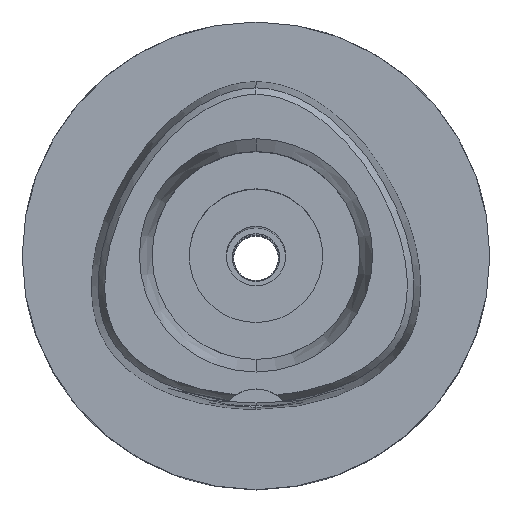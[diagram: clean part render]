
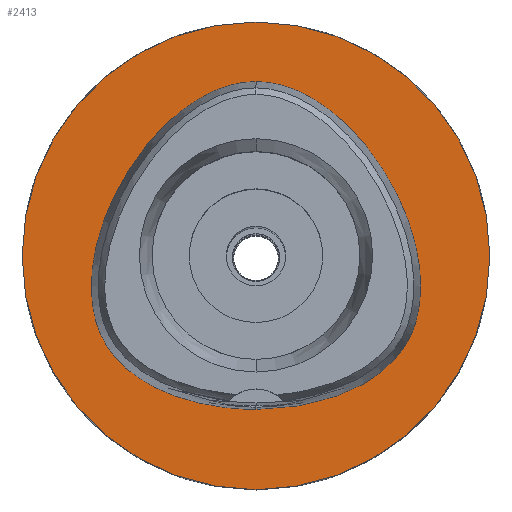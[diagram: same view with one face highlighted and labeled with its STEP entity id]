
A CAD part, top view. The second image highlights one B-rep face of the part: STEP entity #2413.
In plain terms, the highlighted planar face has unit normal (0, 0, 1).
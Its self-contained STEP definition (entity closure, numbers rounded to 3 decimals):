
#298=CARTESIAN_POINT('',(0.,0.,0.));
#299=DIRECTION('',(0.,0.,-1.));
#300=DIRECTION('',(0.,-1.,0.));
#301=AXIS2_PLACEMENT_3D('',#298,#299,#300);
#306=CARTESIAN_POINT('',(0.,0.,0.));
#307=DIRECTION('',(0.,0.,-1.));
#308=DIRECTION('',(0.,1.,0.));
#309=AXIS2_PLACEMENT_3D('',#306,#307,#308);
#314=CARTESIAN_POINT('',(0.,-20.675,0.));
#315=CARTESIAN_POINT('',(1.031,-20.675,0.));
#316=CARTESIAN_POINT('',(3.047,-20.586,
0.));
#317=CARTESIAN_POINT('',(5.962,-20.208,0.));
#318=CARTESIAN_POINT('',(8.671,-19.61,0.));
#319=CARTESIAN_POINT('',(11.1,-18.84,0.));
#320=CARTESIAN_POINT('',(13.219,-17.945,0.));
#321=CARTESIAN_POINT('',(15.037,-16.962,0.));
#322=CARTESIAN_POINT('',(16.584,-15.915,0.));
#323=CARTESIAN_POINT('',(17.874,-14.833,0.));
#324=CARTESIAN_POINT('',(18.952,-13.715,0.));
#325=CARTESIAN_POINT('',(19.845,-12.559,0.));
#326=CARTESIAN_POINT('',(20.586,-11.331,0.));
#327=CARTESIAN_POINT('',(21.187,-10.007,0.));
#328=CARTESIAN_POINT('',(21.658,-8.563,0.));
#329=CARTESIAN_POINT('',(21.998,-6.955,0.));
#330=CARTESIAN_POINT('',(22.185,-5.163,0.));
#331=CARTESIAN_POINT('',(22.192,-3.159,0.));
#332=CARTESIAN_POINT('',(21.983,-0.942,0.));
#333=CARTESIAN_POINT('',(21.524,1.483,0.));
#334=CARTESIAN_POINT('',(20.78,4.088,0.));
#335=CARTESIAN_POINT('',(19.738,6.8,0.));
#336=CARTESIAN_POINT('',(18.409,9.527,0.));
#337=CARTESIAN_POINT('',(16.832,12.157,0.));
#338=CARTESIAN_POINT('',(15.078,14.581,0.));
#339=CARTESIAN_POINT('',(13.219,16.728,0.));
#340=CARTESIAN_POINT('',(11.337,18.545,0.));
#341=CARTESIAN_POINT('',(9.484,20.031,0.));
#342=CARTESIAN_POINT('',(7.699,21.203,0.));
#343=CARTESIAN_POINT('',(5.999,22.095,0.));
#344=CARTESIAN_POINT('',(4.382,22.743,0.));
#345=CARTESIAN_POINT('',(2.848,23.177,0.));
#346=CARTESIAN_POINT('',(1.39,23.423,
0.));
#347=CARTESIAN_POINT('',(0.456,23.475,
0.));
#348=CARTESIAN_POINT('',(0.,23.475,
0.));
#353=CARTESIAN_POINT('',(0.,23.475,
0.));
#354=CARTESIAN_POINT('',(-0.456,23.475,
0.));
#355=CARTESIAN_POINT('',(-1.391,23.423,
0.));
#356=CARTESIAN_POINT('',(-2.85,23.177,0.));
#357=CARTESIAN_POINT('',(-4.384,22.743,0.));
#358=CARTESIAN_POINT('',(-6.002,22.094,0.));
#359=CARTESIAN_POINT('',(-7.704,21.201,0.));
#360=CARTESIAN_POINT('',(-9.489,20.027,0.));
#361=CARTESIAN_POINT('',(-11.344,18.538,0.));
#362=CARTESIAN_POINT('',(-13.227,16.72,0.));
#363=CARTESIAN_POINT('',(-15.086,14.571,0.));
#364=CARTESIAN_POINT('',(-16.84,12.146,0.));
#365=CARTESIAN_POINT('',(-18.416,9.515,0.));
#366=CARTESIAN_POINT('',(-19.743,6.789,0.));
#367=CARTESIAN_POINT('',(-20.783,4.077,0.));
#368=CARTESIAN_POINT('',(-21.525,1.477,0.));
#369=CARTESIAN_POINT('',(-21.984,-0.946,0.));
#370=CARTESIAN_POINT('',(-22.192,-3.162,0.));
#371=CARTESIAN_POINT('',(-22.185,-5.162,0.));
#372=CARTESIAN_POINT('',(-21.996,-6.962,0.));
#373=CARTESIAN_POINT('',(-21.658,-8.561,0.));
#374=CARTESIAN_POINT('',(-21.188,-10.003,0.));
#375=CARTESIAN_POINT('',(-20.595,-11.313,0.));
#376=CARTESIAN_POINT('',(-19.861,-12.536,0.));
#377=CARTESIAN_POINT('',(-18.967,-13.697,0.));
#378=CARTESIAN_POINT('',(-17.892,-14.817,0.));
#379=CARTESIAN_POINT('',(-16.596,-15.906,0.));
#380=CARTESIAN_POINT('',(-15.056,-16.951,0.));
#381=CARTESIAN_POINT('',(-13.236,-17.937,0.));
#382=CARTESIAN_POINT('',(-11.116,-18.835,0.));
#383=CARTESIAN_POINT('',(-8.687,-19.606,0.));
#384=CARTESIAN_POINT('',(-5.971,-20.206,0.));
#385=CARTESIAN_POINT('',(-3.048,-20.587,
0.));
#386=CARTESIAN_POINT('',(-1.031,-20.675,0.));
#387=CARTESIAN_POINT('',(0.,-20.675,0.));
#1561=VERTEX_POINT('',#353);
#1562=VERTEX_POINT('',#387);
#1567=CARTESIAN_POINT('',(0.,-31.5,0.));
#1568=CARTESIAN_POINT('',(0.,31.5,0.));
#1569=VERTEX_POINT('',#1567);
#1570=VERTEX_POINT('',#1568);
#2397=CARTESIAN_POINT('',(0.,0.,0.));
#2398=DIRECTION('',(0.,0.,-1.));
#2399=DIRECTION('',(0.,-1.,0.));
#2400=AXIS2_PLACEMENT_3D('',#2397,#2398,#2399);
#2401=PLANE('',#2400);
#2403=ORIENTED_EDGE('',*,*,#2402,.T.);
#2405=ORIENTED_EDGE('',*,*,#2404,.T.);
#2406=EDGE_LOOP('',(#2403,#2405));
#2407=FACE_OUTER_BOUND('',#2406,.F.);
#2409=ORIENTED_EDGE('',*,*,#2408,.T.);
#2410=ORIENTED_EDGE('',*,*,#2380,.T.);
#2411=EDGE_LOOP('',(#2409,#2410));
#2412=FACE_BOUND('',#2411,.F.);
#302=CIRCLE('',#301,31.5);
#310=CIRCLE('',#309,31.5);
#349=B_SPLINE_CURVE_WITH_KNOTS('',3,(#314,#315,#316,#317,#318,#319,#320,#321,
#322,#323,#324,#325,#326,#327,#328,#329,#330,#331,#332,#333,#334,#335,#336,#337,
#338,#339,#340,#341,#342,#343,#344,#345,#346,#347,#348),.UNSPECIFIED.,.F.,.F.,
(4,1,1,1,1,1,1,1,1,1,1,1,1,1,1,1,1,1,1,1,1,1,1,1,1,1,1,1,1,1,1,1,4),(0.,
0.031,0.063,0.094,0.125,0.156,0.188,0.219,0.25,0.281,
0.313,0.344,0.375,0.406,0.438,0.469,0.5,0.531,
0.563,0.594,0.625,0.656,0.688,0.719,0.75,0.781,
0.813,0.844,0.875,0.906,0.938,0.969,1.),.UNSPECIFIED.);
#388=B_SPLINE_CURVE_WITH_KNOTS('',3,(#353,#354,#355,#356,#357,#358,#359,#360,
#361,#362,#363,#364,#365,#366,#367,#368,#369,#370,#371,#372,#373,#374,#375,#376,
#377,#378,#379,#380,#381,#382,#383,#384,#385,#386,#387),.UNSPECIFIED.,.F.,.F.,
(4,1,1,1,1,1,1,1,1,1,1,1,1,1,1,1,1,1,1,1,1,1,1,1,1,1,1,1,1,1,1,1,4),(0.,
0.031,0.063,0.094,0.125,0.156,0.188,0.219,0.25,0.281,
0.313,0.344,0.375,0.406,0.438,0.469,0.5,0.531,
0.563,0.594,0.625,0.656,0.688,0.719,0.75,0.781,
0.813,0.844,0.875,0.906,0.938,0.969,1.),.UNSPECIFIED.);
#2380=EDGE_CURVE('',#1561,#1562,#388,.T.);
#2402=EDGE_CURVE('',#1569,#1570,#302,.T.);
#2404=EDGE_CURVE('',#1570,#1569,#310,.T.);
#2408=EDGE_CURVE('',#1562,#1561,#349,.T.);
#2413=ADVANCED_FACE('',(#2407,#2412),#2401,.F.);
